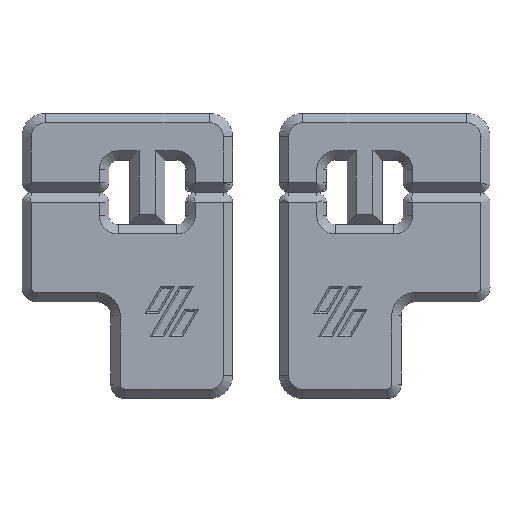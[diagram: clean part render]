
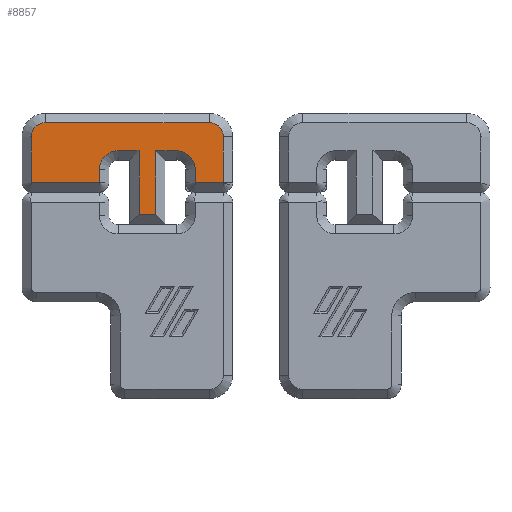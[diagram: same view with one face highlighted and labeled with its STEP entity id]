
A CAD part, top view. The second image highlights one B-rep face of the part: STEP entity #8857.
In plain terms, the highlighted planar face has unit normal (0, 0, 1).
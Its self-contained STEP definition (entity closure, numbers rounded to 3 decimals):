
#188=CIRCLE('',#9490,3.);
#190=CIRCLE('',#9494,3.);
#192=CIRCLE('',#9500,4.);
#194=CIRCLE('',#9508,4.);
#529=PLANE('',#9530);
#856=FACE_OUTER_BOUND('',#1433,.T.);
#1433=EDGE_LOOP('',(#6290,#6291,#6292,#6293,#6294,#6295,#6296,#6297,#6298,
#6299,#6300,#6301,#6302,#6303,#6304,#6305));
#2106=LINE('',#13579,#2987);
#2110=LINE('',#13588,#2991);
#2115=LINE('',#13602,#2996);
#2119=LINE('',#13613,#3000);
#2122=LINE('',#13619,#3003);
#2127=LINE('',#13630,#3008);
#2131=LINE('',#13641,#3012);
#2134=LINE('',#13647,#3015);
#2136=LINE('',#13651,#3017);
#2139=LINE('',#13657,#3020);
#2143=LINE('',#13665,#3024);
#2147=LINE('',#13676,#3028);
#2987=VECTOR('',#10690,10.);
#2991=VECTOR('',#10696,10.);
#2996=VECTOR('',#10709,10.);
#3000=VECTOR('',#10721,10.);
#3003=VECTOR('',#10726,10.);
#3008=VECTOR('',#10733,10.);
#3012=VECTOR('',#10745,10.);
#3015=VECTOR('',#10750,10.);
#3017=VECTOR('',#10754,10.);
#3020=VECTOR('',#10759,10.);
#3024=VECTOR('',#10765,10.);
#3028=VECTOR('',#10777,10.);
#3882=VERTEX_POINT('',#13576);
#3883=VERTEX_POINT('',#13578);
#3886=VERTEX_POINT('',#13585);
#3887=VERTEX_POINT('',#13587);
#3890=VERTEX_POINT('',#13594);
#3892=VERTEX_POINT('',#13600);
#3894=VERTEX_POINT('',#13606);
#3897=VERTEX_POINT('',#13618);
#3901=VERTEX_POINT('',#13627);
#3902=VERTEX_POINT('',#13629);
#3904=VERTEX_POINT('',#13634);
#3907=VERTEX_POINT('',#13646);
#3908=VERTEX_POINT('',#13650);
#3910=VERTEX_POINT('',#13656);
#3913=VERTEX_POINT('',#13663);
#3916=VERTEX_POINT('',#13671);
#4714=EDGE_CURVE('',#3882,#3883,#2106,.T.);
#4718=EDGE_CURVE('',#3886,#3887,#2110,.T.);
#4722=EDGE_CURVE('',#3890,#3886,#188,.T.);
#4725=EDGE_CURVE('',#3892,#3890,#2115,.T.);
#4728=EDGE_CURVE('',#3894,#3892,#190,.T.);
#4731=EDGE_CURVE('',#3883,#3894,#2119,.T.);
#4734=EDGE_CURVE('',#3887,#3897,#2122,.T.);
#4739=EDGE_CURVE('',#3901,#3902,#2127,.T.);
#4742=EDGE_CURVE('',#3904,#3901,#192,.T.);
#4745=EDGE_CURVE('',#3897,#3904,#2131,.T.);
#4748=EDGE_CURVE('',#3902,#3907,#2134,.T.);
#4750=EDGE_CURVE('',#3907,#3908,#2136,.T.);
#4753=EDGE_CURVE('',#3908,#3910,#2139,.T.);
#4757=EDGE_CURVE('',#3913,#3882,#2143,.T.);
#4761=EDGE_CURVE('',#3916,#3913,#194,.T.);
#4763=EDGE_CURVE('',#3910,#3916,#2147,.T.);
#6290=ORIENTED_EDGE('',*,*,#4739,.F.);
#6291=ORIENTED_EDGE('',*,*,#4742,.F.);
#6292=ORIENTED_EDGE('',*,*,#4745,.F.);
#6293=ORIENTED_EDGE('',*,*,#4734,.F.);
#6294=ORIENTED_EDGE('',*,*,#4718,.F.);
#6295=ORIENTED_EDGE('',*,*,#4722,.F.);
#6296=ORIENTED_EDGE('',*,*,#4725,.F.);
#6297=ORIENTED_EDGE('',*,*,#4728,.F.);
#6298=ORIENTED_EDGE('',*,*,#4731,.F.);
#6299=ORIENTED_EDGE('',*,*,#4714,.F.);
#6300=ORIENTED_EDGE('',*,*,#4757,.F.);
#6301=ORIENTED_EDGE('',*,*,#4761,.F.);
#6302=ORIENTED_EDGE('',*,*,#4763,.F.);
#6303=ORIENTED_EDGE('',*,*,#4753,.F.);
#6304=ORIENTED_EDGE('',*,*,#4750,.F.);
#6305=ORIENTED_EDGE('',*,*,#4748,.F.);
#8857=ADVANCED_FACE('',(#856),#529,.T.);
#9490=AXIS2_PLACEMENT_3D('',#13596,#10702,#10703);
#9494=AXIS2_PLACEMENT_3D('',#13608,#10714,#10715);
#9500=AXIS2_PLACEMENT_3D('',#13636,#10738,#10739);
#9508=AXIS2_PLACEMENT_3D('',#13673,#10771,#10772);
#9530=AXIS2_PLACEMENT_3D('',#13722,#10834,#10835);
#10690=DIRECTION('',(-1.,0.,0.));
#10696=DIRECTION('',(0.,-1.,0.));
#10702=DIRECTION('center_axis',(0.,0.,-1.));
#10703=DIRECTION('ref_axis',(0.707,0.707,0.));
#10709=DIRECTION('',(1.,0.,0.));
#10714=DIRECTION('center_axis',(0.,0.,-1.));
#10715=DIRECTION('ref_axis',(-0.707,0.707,0.));
#10721=DIRECTION('',(0.,1.,0.));
#10726=DIRECTION('',(-1.,0.,0.));
#10733=DIRECTION('',(-1.,0.,0.));
#10738=DIRECTION('center_axis',(0.,0.,1.));
#10739=DIRECTION('ref_axis',(0.707,0.707,0.));
#10745=DIRECTION('',(0.,1.,0.));
#10750=DIRECTION('',(0.,-1.,0.));
#10754=DIRECTION('',(-1.,0.,0.));
#10759=DIRECTION('',(0.,1.,0.));
#10765=DIRECTION('',(0.,-1.,0.));
#10771=DIRECTION('center_axis',(0.,0.,1.));
#10772=DIRECTION('ref_axis',(-0.707,0.707,0.));
#10777=DIRECTION('',(-1.,0.,0.));
#10834=DIRECTION('center_axis',(0.,0.,1.));
#10835=DIRECTION('ref_axis',(1.,0.,0.));
#13576=CARTESIAN_POINT('',(-61.441,8.2,-33.496));
#13578=CARTESIAN_POINT('',(-76.,8.2,-33.496));
#13579=CARTESIAN_POINT('',(-57.471,8.2,-33.496));
#13585=CARTESIAN_POINT('',(-34.96,18.,-33.496));
#13587=CARTESIAN_POINT('',(-34.96,8.2,-33.496));
#13588=CARTESIAN_POINT('',(-34.96,-22.831,-33.496));
#13594=CARTESIAN_POINT('',(-37.96,21.,-33.496));
#13596=CARTESIAN_POINT('Origin',(-37.96,18.,-33.496));
#13600=CARTESIAN_POINT('',(-73.,21.,-33.496));
#13602=CARTESIAN_POINT('',(-44.25,21.,-33.496));
#13606=CARTESIAN_POINT('',(-76.,18.,-33.496));
#13608=CARTESIAN_POINT('Origin',(-73.,18.,-33.496));
#13613=CARTESIAN_POINT('',(-76.,7.508,-33.496));
#13618=CARTESIAN_POINT('',(-40.96,8.2,-33.496));
#13619=CARTESIAN_POINT('',(-57.471,8.2,-33.496));
#13627=CARTESIAN_POINT('',(-44.96,15.,-33.496));
#13629=CARTESIAN_POINT('',(-49.443,15.,-33.496));
#13630=CARTESIAN_POINT('',(-57.659,15.,-33.496));
#13634=CARTESIAN_POINT('',(-40.96,11.,-33.496));
#13636=CARTESIAN_POINT('Origin',(-44.96,11.,-33.496));
#13641=CARTESIAN_POINT('',(-40.96,2.744,-33.496));
#13646=CARTESIAN_POINT('',(-49.443,1.4,-33.496));
#13647=CARTESIAN_POINT('',(-49.443,2.669,-33.496));
#13650=CARTESIAN_POINT('',(-52.965,1.4,-33.496));
#13651=CARTESIAN_POINT('',(-51.421,1.4,-33.496));
#13656=CARTESIAN_POINT('',(-52.965,15.,-33.496));
#13657=CARTESIAN_POINT('',(-52.965,-4.131,-33.496));
#13663=CARTESIAN_POINT('',(-61.441,11.,-33.496));
#13665=CARTESIAN_POINT('',(-61.441,-4.256,-33.496));
#13671=CARTESIAN_POINT('',(-57.441,15.,-33.496));
#13673=CARTESIAN_POINT('Origin',(-57.441,11.,-33.496));
#13676=CARTESIAN_POINT('',(-57.659,15.,-33.496));
#13722=CARTESIAN_POINT('Origin',(-55.5,-7.661,-33.496));
